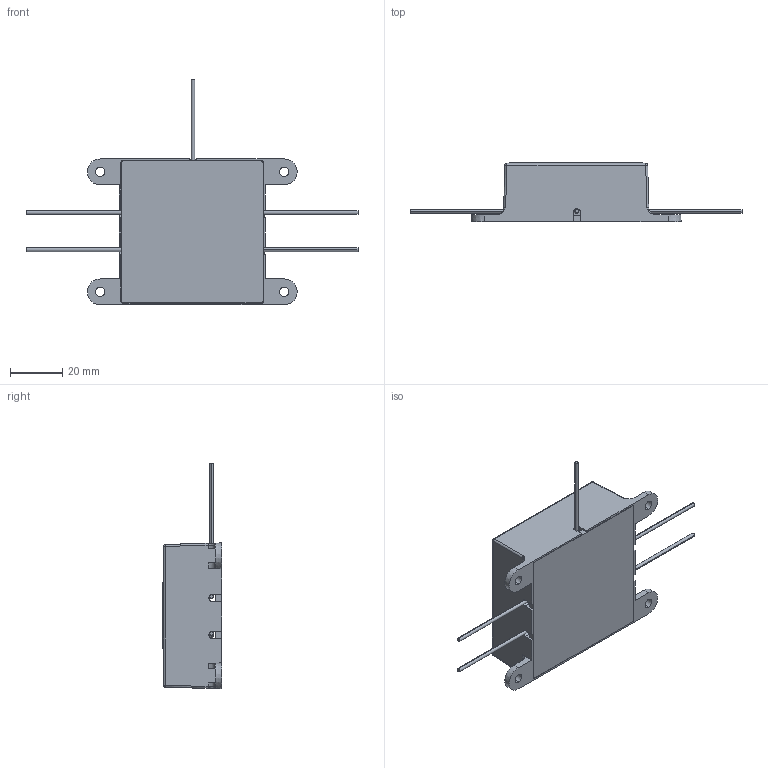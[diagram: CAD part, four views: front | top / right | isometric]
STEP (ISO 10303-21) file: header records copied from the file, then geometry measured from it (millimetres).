
FILE_DESCRIPTION (( 'STEP AP214' ), '1' );
FILE_NAME ('1100-055-1-E.STEP', '2019-01-22T20:28:05', ( '' ), ( '' ), 'SwSTEP 2.0', 'SolidWorks 2018', '' );
FILE_SCHEMA (( 'AUTOMOTIVE_DESIGN' ));
Length unit declared in the file: inch
Products named in the file (16): 2200-255; 2001-050; 1100-055-1-E; 2003-030-1; 3320-092^2250-355; 1100-055; 3320-089^2250-355; 2250-355; 2021-019; 2001-049
Assembly tree (9 placements, depth 4):
  2200-255
  2001-050
  1100-055-1-E
    1100-055
      2021-019
        2001-050
      2250-355
        2200-255
        3320-089^2250-355
        3320-092^2250-355
      2001-049
    2003-030-1
  3320-092^2250-355
  2003-030-1
Bounding box: 127.2 x 22.91 x 86.41 mm (x, y, z)
Volume: 27868 mm3; surface area: 32144.2 mm2
Topology: 15 solids, 15 shells, 2745 faces, 7512 edges, 4992 vertices
Faces by surface type: plane 1808, bspline 770, cylinder 135, torus 24, cone 4, sphere 4
Entity records: 160348 total; most frequent: CARTESIAN_POINT 63309, ORIENTED_EDGE 15016, DIRECTION 10212, EDGE_CURVE 7508, VECTOR 5638, LINE 5638, VERTEX_POINT 4992, EDGE_LOOP 3012
